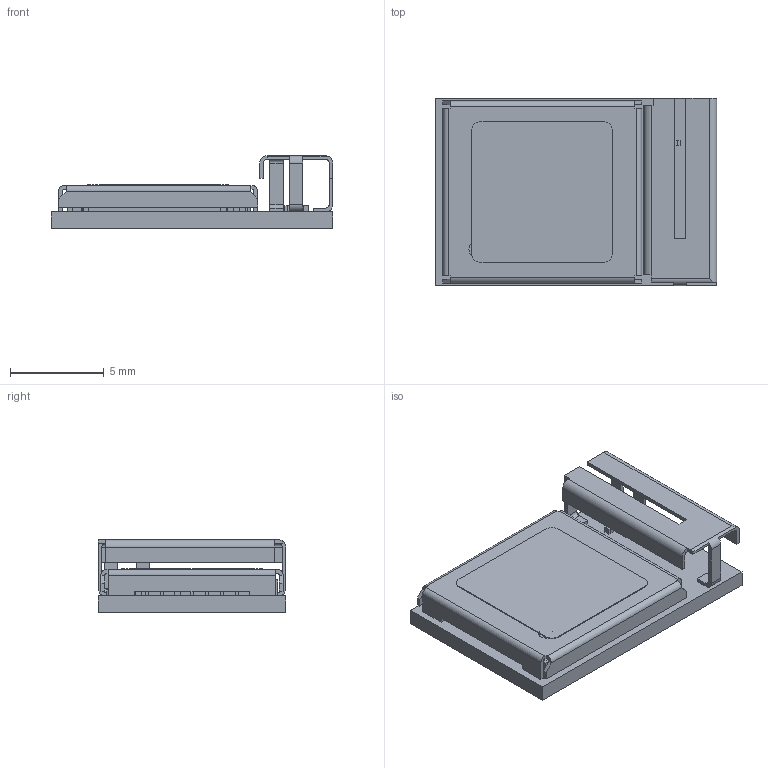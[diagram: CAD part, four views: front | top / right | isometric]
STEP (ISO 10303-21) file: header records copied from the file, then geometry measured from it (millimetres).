
FILE_DESCRIPTION(('STEP AP214'),'1');
FILE_NAME('NINA-B312_mechanical_model.stp','2017-07-06T16:36:38',(' '),(' '),'Spatial InterOp 3D',' ',' ');
FILE_SCHEMA(('automotive_design'));
Length unit declared in the file: metre
Products named in the file (72): PCB; 15.0x10.0 PCB; NINA-B312; Antenna; Part49; 2.0x1.6 Crystal; X; pin-1; Crystal; 1.65x1.05 Crystal; X2; BLE Electrical Components; C 0201; Part83; C0402; Part38; Part39; nRF52840 7x7 mm; L 0201; L 0603; NINA-Bxxx Label; NINA-pads; Part9; NINA-B3 Shieldbox
Assembly tree (130 placements, depth 5):
  NINA-B312
    15.0x10.0 PCB
      PCB
        PCB
    Antenna
      Antenna
        Part49
    BLE Electrical Components
      Crystal
        2.0x1.6 Crystal
          X
          pin-1
        1.65x1.05 Crystal
          pin-1
          X2
      C 0201  x10
        Part83
        Part83
        Part83
      C 0201  x2
        Part83
        Part83
        Part83
      C0402
        Part38
        Part39
      C0402  x4
        Part38
        Part39
      nRF52840 7x7 mm
      L 0201  x2
        Part83
        Part83
        Part83
      L 0603
        Part83
        Part83
        Part83
      L 0201
        Part83
        Part83
        Part83
      C 0201
        Part83
        Part83
        Part83
    NINA-Bxxx Label
    NINA-pads
      Part9  x10
      Part9  x20
      Part9  x18
      Part9
      Part9
      Part9
      Part9
      Part9
      Part9
      Part9
      Part9
      Part9
Bounding box: 15 x 10 x 3.88 mm (x, y, z)
Volume: 219.7 mm3; surface area: 1152.8 mm2
Topology: 146 solids, 146 shells, 1016 faces, 2140 edges, 1418 vertices
Faces by surface type: plane 956, cylinder 52, torus 8
Full cylindrical faces by diameter (mm): 0.8 x1
Entity records: 18899 total; most frequent: DIRECTION 2423, CARTESIAN_POINT 2382, ORIENTED_EDGE 2118, EDGE_CURVE 1059, LINE 945, VECTOR 945, AXIS2_PLACEMENT_3D 739, VERTEX_POINT 698
